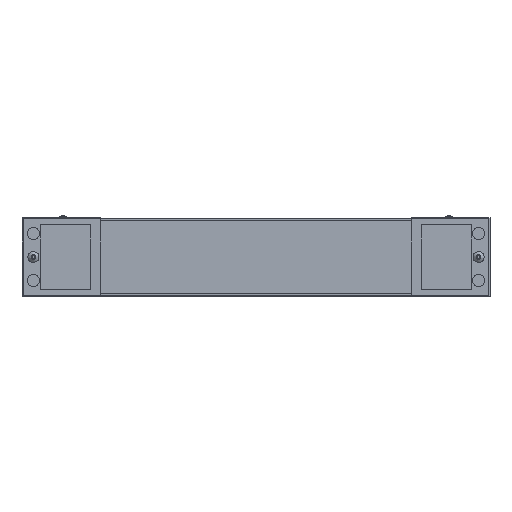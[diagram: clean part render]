
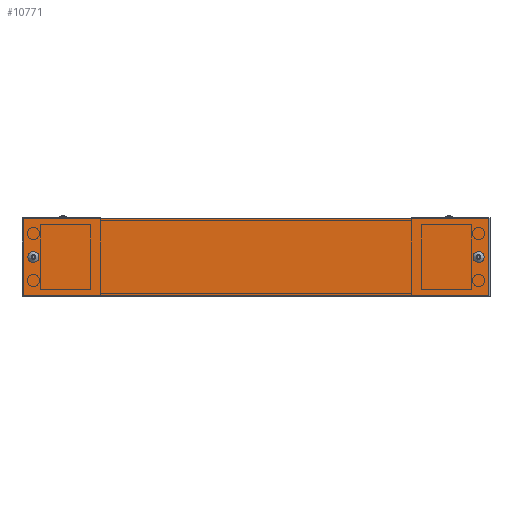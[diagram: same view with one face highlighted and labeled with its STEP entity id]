
A CAD part, top view. The second image highlights one B-rep face of the part: STEP entity #10771.
In plain terms, the highlighted planar face has unit normal (0, 0, 1).
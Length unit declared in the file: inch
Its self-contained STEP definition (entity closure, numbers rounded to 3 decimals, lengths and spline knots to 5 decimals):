
#17 = ORIENTED_EDGE ( 'NONE', *, *, #34629, .F. ) ;
#1138 = DIRECTION ( 'NONE',  ( 0., 0., 1. ) ) ;
#1294 = CARTESIAN_POINT ( 'NONE',  ( 0., 1.92913, 13.24803 ) ) ;
#2362 = CIRCLE ( 'NONE', #26426, 0.1378 ) ;
#2631 = VECTOR ( 'NONE', #20888, 39.37008 ) ;
#3844 = LINE ( 'NONE', #7077, #2631 ) ;
#4732 = DIRECTION ( 'NONE',  ( 1., 0., 0. ) ) ;
#7013 = ORIENTED_EDGE ( 'NONE', *, *, #17659, .F. ) ;
#7077 = CARTESIAN_POINT ( 'NONE',  ( 0., -1.92913, 13.24803 ) ) ;
#7101 = EDGE_CURVE ( 'NONE', #11810, #33393, #12635, .T. ) ;
#7814 = AXIS2_PLACEMENT_3D ( 'NONE', #17792, #1138, #34136 ) ;
#7827 = CARTESIAN_POINT ( 'NONE',  ( -11.69291, 1.92913, 13.24803 ) ) ;
#8430 = EDGE_CURVE ( 'NONE', #13778, #32737, #15628, .T. ) ;
#9189 = EDGE_LOOP ( 'NONE', ( #17 ) ) ;
#9301 = DIRECTION ( 'NONE',  ( 0., 0., 1. ) ) ;
#10771 = ADVANCED_FACE ( 'NONE', ( #18822, #11887, #31510 ), #38159, .F. ) ;
#11810 = VERTEX_POINT ( 'NONE', #24989 ) ;
#11887 = FACE_BOUND ( 'NONE', #13794, .T. ) ;
#12164 = AXIS2_PLACEMENT_3D ( 'NONE', #24607, #15381, #28487 ) ;
#12324 = VECTOR ( 'NONE', #4732, 39.37008 ) ;
#12635 = LINE ( 'NONE', #32234, #16013 ) ;
#13778 = VERTEX_POINT ( 'NONE', #32402 ) ;
#13794 = EDGE_LOOP ( 'NONE', ( #7013 ) ) ;
#14742 = VERTEX_POINT ( 'NONE', #15165 ) ;
#15165 = CARTESIAN_POINT ( 'NONE',  ( 11.20079, -0.1378, 13.24803 ) ) ;
#15381 = DIRECTION ( 'NONE',  ( 0., 0., -1. ) ) ;
#15628 = LINE ( 'NONE', #24436, #38133 ) ;
#15937 = ORIENTED_EDGE ( 'NONE', *, *, #7101, .F. ) ;
#16013 = VECTOR ( 'NONE', #35874, 39.37008 ) ;
#17659 = EDGE_CURVE ( 'NONE', #14742, #14742, #33975, .T. ) ;
#17792 = CARTESIAN_POINT ( 'NONE',  ( 11.20079, 0., 13.24803 ) ) ;
#18822 = FACE_BOUND ( 'NONE', #9189, .T. ) ;
#20381 = EDGE_CURVE ( 'NONE', #33393, #13778, #35118, .T. ) ;
#20482 = EDGE_CURVE ( 'NONE', #32737, #11810, #3844, .T. ) ;
#20888 = DIRECTION ( 'NONE',  ( -1., 0., 0. ) ) ;
#23897 = CARTESIAN_POINT ( 'NONE',  ( 11.69291, -1.92913, 13.24803 ) ) ;
#24436 = CARTESIAN_POINT ( 'NONE',  ( 11.69291, 0., 13.24803 ) ) ;
#24607 = CARTESIAN_POINT ( 'NONE',  ( 0., 0., 13.24803 ) ) ;
#24989 = CARTESIAN_POINT ( 'NONE',  ( -11.69291, -1.92913, 13.24803 ) ) ;
#26426 = AXIS2_PLACEMENT_3D ( 'NONE', #32808, #9301, #35394 ) ;
#28487 = DIRECTION ( 'NONE',  ( 0., 1., 0. ) ) ;
#30595 = ORIENTED_EDGE ( 'NONE', *, *, #20381, .F. ) ;
#31510 = FACE_OUTER_BOUND ( 'NONE', #36053, .T. ) ;
#32234 = CARTESIAN_POINT ( 'NONE',  ( -11.69291, 0., 13.24803 ) ) ;
#32402 = CARTESIAN_POINT ( 'NONE',  ( 11.69291, 1.92913, 13.24803 ) ) ;
#32737 = VERTEX_POINT ( 'NONE', #23897 ) ;
#32756 = VERTEX_POINT ( 'NONE', #39823 ) ;
#32808 = CARTESIAN_POINT ( 'NONE',  ( -11.20079, 0., 13.24803 ) ) ;
#33393 = VERTEX_POINT ( 'NONE', #7827 ) ;
#33530 = ORIENTED_EDGE ( 'NONE', *, *, #8430, .F. ) ;
#33975 = CIRCLE ( 'NONE', #7814, 0.1378 ) ;
#34136 = DIRECTION ( 'NONE',  ( 0., -1., 0. ) ) ;
#34629 = EDGE_CURVE ( 'NONE', #32756, #32756, #2362, .T. ) ;
#35118 = LINE ( 'NONE', #1294, #12324 ) ;
#35394 = DIRECTION ( 'NONE',  ( 0., -1., 0. ) ) ;
#35874 = DIRECTION ( 'NONE',  ( 0., 1., 0. ) ) ;
#36053 = EDGE_LOOP ( 'NONE', ( #15937, #41325, #33530, #30595 ) ) ;
#37567 = DIRECTION ( 'NONE',  ( 0., -1., 0. ) ) ;
#38133 = VECTOR ( 'NONE', #37567, 39.37008 ) ;
#38159 = PLANE ( 'NONE',  #12164 ) ;
#39823 = CARTESIAN_POINT ( 'NONE',  ( -11.20079, -0.1378, 13.24803 ) ) ;
#41325 = ORIENTED_EDGE ( 'NONE', *, *, #20482, .F. ) ;
